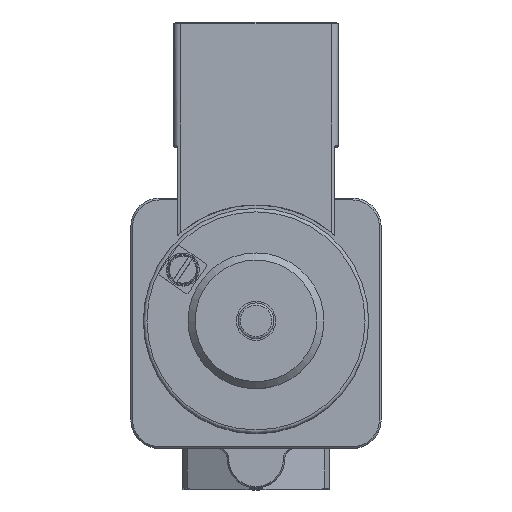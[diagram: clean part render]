
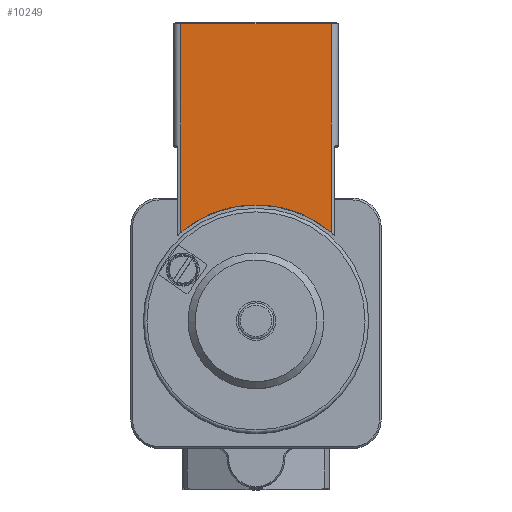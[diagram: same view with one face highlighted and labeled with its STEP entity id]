
A CAD part, top view. The second image highlights one B-rep face of the part: STEP entity #10249.
In plain terms, the highlighted planar face has unit normal (0, 0, 1).
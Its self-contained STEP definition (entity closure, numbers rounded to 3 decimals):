
#1081=LINE('',#33540,#1535);
#1116=LINE('',#33706,#1570);
#1118=LINE('',#33722,#1572);
#1535=VECTOR('',#13489,42.);
#1570=VECTOR('',#13576,58.296);
#1572=VECTOR('',#13582,58.296);
#1933=PLANE('',#11225);
#2751=FACE_OUTER_BOUND('',#3436,.T.);
#3436=EDGE_LOOP('',(#9408,#9409,#9410,#9411));
#3944=CIRCLE('',#11221,32.5);
#4863=VERTEX_POINT('',#33530);
#4865=VERTEX_POINT('',#33538);
#4894=VERTEX_POINT('',#33632);
#4900=VERTEX_POINT('',#33680);
#6362=EDGE_CURVE('',#4863,#4865,#1081,.T.);
#6409=EDGE_CURVE('',#4894,#4900,#3944,.T.);
#6414=EDGE_CURVE('',#4863,#4894,#1116,.T.);
#6418=EDGE_CURVE('',#4865,#4900,#1118,.T.);
#9408=ORIENTED_EDGE('',*,*,#6409,.T.);
#9409=ORIENTED_EDGE('',*,*,#6418,.F.);
#9410=ORIENTED_EDGE('',*,*,#6362,.F.);
#9411=ORIENTED_EDGE('',*,*,#6414,.T.);
#10249=ADVANCED_FACE('',(#2751),#1933,.T.);
#11221=AXIS2_PLACEMENT_3D('',#33688,#13567,#13568);
#11225=AXIS2_PLACEMENT_3D('',#33721,#13580,#13581);
#13489=DIRECTION('',(1.,0.,0.));
#13567=DIRECTION('center_axis',(0.,0.,
-1.));
#13568=DIRECTION('ref_axis',(0.,-1.,0.));
#13576=DIRECTION('',(0.,-1.,0.));
#13580=DIRECTION('center_axis',(0.,0.,
1.));
#13581=DIRECTION('ref_axis',(0.,1.,0.));
#13582=DIRECTION('',(0.,-1.,0.));
#33530=CARTESIAN_POINT('',(-21.,83.1,426.6));
#33538=CARTESIAN_POINT('',(21.,83.1,426.6));
#33540=CARTESIAN_POINT('',(-10.5,83.1,426.6));
#33632=CARTESIAN_POINT('',(-21.,24.804,426.6));
#33680=CARTESIAN_POINT('',(21.,24.804,426.6));
#33688=CARTESIAN_POINT('Origin',(0.,0.,
426.6));
#33706=CARTESIAN_POINT('',(-21.,83.6,426.6));
#33721=CARTESIAN_POINT('Origin',(22.,14.6,426.6));
#33722=CARTESIAN_POINT('',(21.,83.6,426.6));
